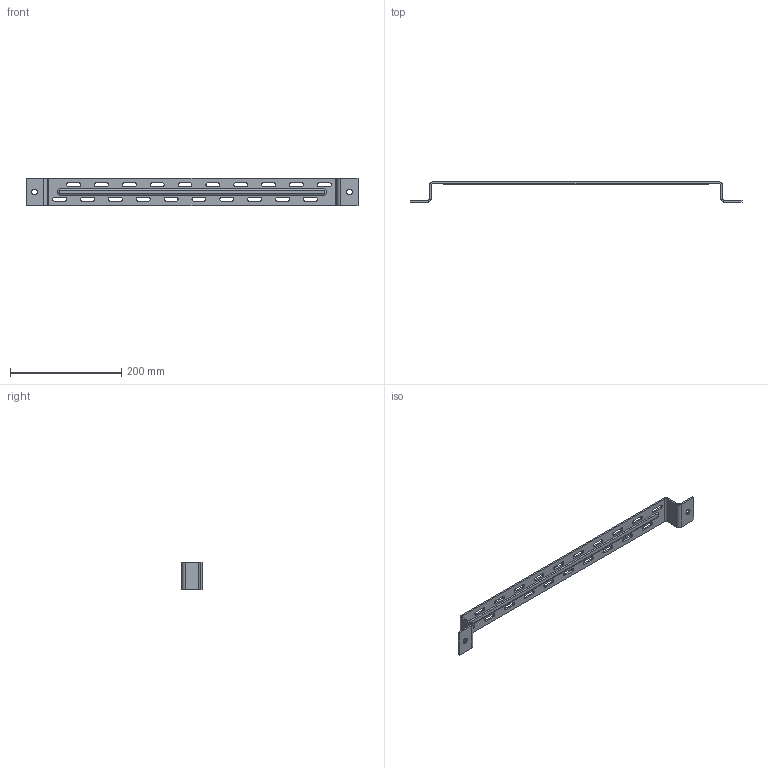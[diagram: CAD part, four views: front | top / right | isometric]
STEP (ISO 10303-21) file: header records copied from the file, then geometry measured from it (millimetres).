
FILE_DESCRIPTION (( 'STEP AP203' ), '1' );
FILE_NAME ('Êðåïëåíèå ÒÌ_BMM1050.STEP', '2012-11-19T08:09:27', ( 'Àñååâ' ), ( '' ), 'SwSTEP 2.0', 'SolidWorks 2012', '' );
FILE_SCHEMA (( 'CONFIG_CONTROL_DESIGN' ));
Length unit declared in the file: millimetre
Products named in the file (1): Êðåïëåíèå ÒÌ_BMM1050
Bounding box: 596 x 36 x 50 mm (x, y, z)
Volume: 83299.1 mm3; surface area: 68026.4 mm2
Topology: 1 solids, 1 shells, 132 faces, 352 edges, 224 vertices
Faces by surface type: plane 76, cylinder 50, cone 6
Full cylindrical faces by diameter (mm): 10.5 x2
Entity records: 4247 total; most frequent: DIRECTION 728, CARTESIAN_POINT 707, ORIENTED_EDGE 700, EDGE_CURVE 350, AXIS2_PLACEMENT_3D 245, LINE 238, VECTOR 238, VERTEX_POINT 224
